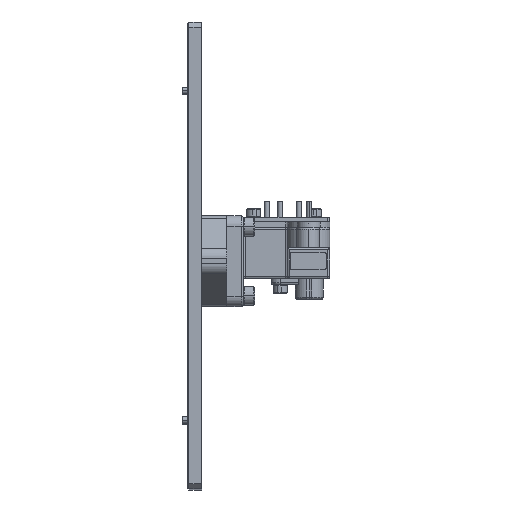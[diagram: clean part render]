
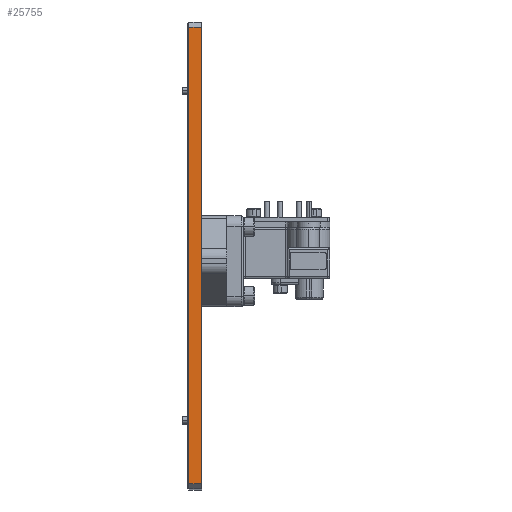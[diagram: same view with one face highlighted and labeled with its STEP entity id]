
A CAD part, top view. The second image highlights one B-rep face of the part: STEP entity #25755.
In plain terms, the highlighted planar face has unit normal (0, 0, 1).
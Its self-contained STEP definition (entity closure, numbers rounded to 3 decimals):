
#924 = CARTESIAN_POINT ( 'NONE',  ( -4.775, -132.697, -3.285 ) ) ;
#2462 = CARTESIAN_POINT ( 'NONE',  ( -7.95, -132.697, -3.285 ) ) ;
#2921 = CARTESIAN_POINT ( 'NONE',  ( -4.775, -20.175, -3.285 ) ) ;
#3513 = VERTEX_POINT ( 'NONE', #47358 ) ;
#5727 = DIRECTION ( 'NONE',  ( 0., -1., 0. ) ) ;
#6628 = EDGE_CURVE ( 'NONE', #37600, #35336, #53024, .T. ) ;
#8518 = DIRECTION ( 'NONE',  ( 0., -1., 0. ) ) ;
#9541 = PLANE ( 'NONE',  #37283 ) ;
#10459 = ORIENTED_EDGE ( 'NONE', *, *, #24281, .F. ) ;
#10681 = VERTEX_POINT ( 'NONE', #2921 ) ;
#12326 = ORIENTED_EDGE ( 'NONE', *, *, #40716, .T. ) ;
#19601 = CARTESIAN_POINT ( 'NONE',  ( -4.775, -20.175, -3.285 ) ) ;
#22623 = CARTESIAN_POINT ( 'NONE',  ( -4.775, -132.697, -3.285 ) ) ;
#22624 = DIRECTION ( 'NONE',  ( 0., 1., 0. ) ) ;
#23069 = FACE_OUTER_BOUND ( 'NONE', #30058, .T. ) ;
#24281 = EDGE_CURVE ( 'NONE', #10681, #35336, #36184, .T. ) ;
#25601 = CARTESIAN_POINT ( 'NONE',  ( -4.775, -133.967, -3.285 ) ) ;
#25755 = ADVANCED_FACE ( 'NONE', ( #23069 ), #9541, .F. ) ;
#26161 = DIRECTION ( 'NONE',  ( 1., 0., 0. ) ) ;
#29508 = EDGE_CURVE ( 'NONE', #3513, #37600, #30494, .T. ) ;
#30058 = EDGE_LOOP ( 'NONE', ( #10459, #12326, #48651, #30580 ) ) ;
#30494 = LINE ( 'NONE', #34590, #53254 ) ;
#30580 = ORIENTED_EDGE ( 'NONE', *, *, #6628, .T. ) ;
#34588 = DIRECTION ( 'NONE',  ( 0., 0., -1. ) ) ;
#34590 = CARTESIAN_POINT ( 'NONE',  ( -7.95, -133.967, -3.285 ) ) ;
#35336 = VERTEX_POINT ( 'NONE', #22623 ) ;
#36184 = LINE ( 'NONE', #25601, #39393 ) ;
#37283 = AXIS2_PLACEMENT_3D ( 'NONE', #46755, #34588, #22624 ) ;
#37600 = VERTEX_POINT ( 'NONE', #2462 ) ;
#39393 = VECTOR ( 'NONE', #8518, 1000. ) ;
#40716 = EDGE_CURVE ( 'NONE', #10681, #3513, #45737, .T. ) ;
#45737 = LINE ( 'NONE', #19601, #49643 ) ;
#46755 = CARTESIAN_POINT ( 'NONE',  ( -4.775, -133.967, -3.285 ) ) ;
#47358 = CARTESIAN_POINT ( 'NONE',  ( -7.95, -20.175, -3.285 ) ) ;
#48469 = VECTOR ( 'NONE', #26161, 1000. ) ;
#48651 = ORIENTED_EDGE ( 'NONE', *, *, #29508, .T. ) ;
#48787 = DIRECTION ( 'NONE',  ( -1., 0., 0. ) ) ;
#49643 = VECTOR ( 'NONE', #48787, 1000. ) ;
#53024 = LINE ( 'NONE', #924, #48469 ) ;
#53254 = VECTOR ( 'NONE', #5727, 1000. ) ;
